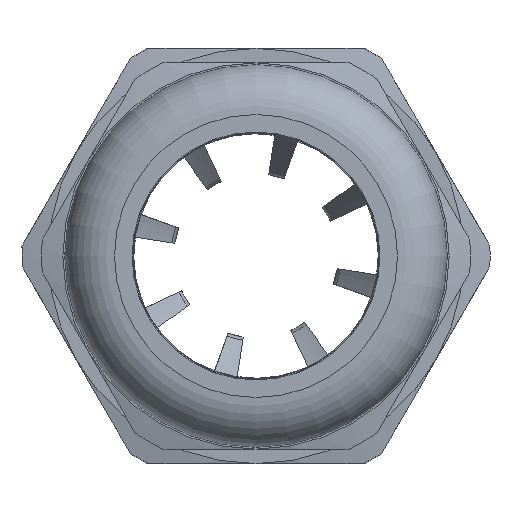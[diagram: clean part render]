
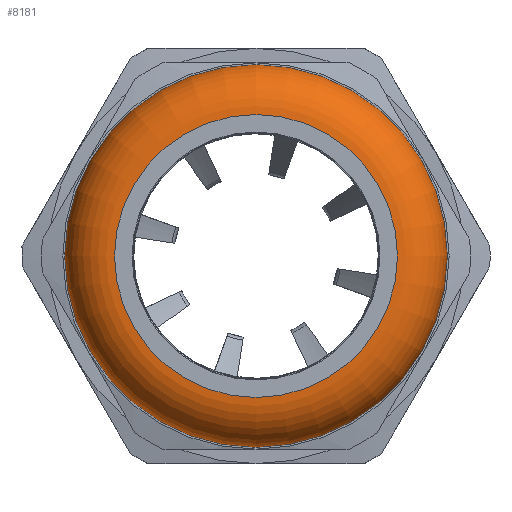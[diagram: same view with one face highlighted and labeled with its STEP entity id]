
A CAD part, left-side view. The second image highlights one B-rep face of the part: STEP entity #8181.
In plain terms, the highlighted toroidal (fillet/blend) face has major radius 14.65 mm and minor radius 5.16 mm.
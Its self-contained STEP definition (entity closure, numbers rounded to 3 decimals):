
#60=TOROIDAL_SURFACE('',#8758,14.65,5.16);
#202=FACE_BOUND('',#1465,.T.);
#497=CIRCLE('',#8754,14.65);
#499=CIRCLE('',#8759,19.81);
#982=FACE_OUTER_BOUND('',#1464,.T.);
#1464=EDGE_LOOP('',(#5582));
#1465=EDGE_LOOP('',(#5583));
#3332=VERTEX_POINT('',#14048);
#3334=VERTEX_POINT('',#14055);
#4220=EDGE_CURVE('',#3332,#3332,#497,.T.);
#4222=EDGE_CURVE('',#3334,#3334,#499,.T.);
#5582=ORIENTED_EDGE('',*,*,#4220,.T.);
#5583=ORIENTED_EDGE('',*,*,#4222,.F.);
#8181=ADVANCED_FACE('',(#982,#202),#60,.T.);
#8754=AXIS2_PLACEMENT_3D('',#14049,#9797,#9798);
#8758=AXIS2_PLACEMENT_3D('',#14054,#9805,#9806);
#8759=AXIS2_PLACEMENT_3D('',#14056,#9807,#9808);
#9797=DIRECTION('center_axis',(1.,0.,0.));
#9798=DIRECTION('ref_axis',(0.,0.,-1.));
#9805=DIRECTION('center_axis',(1.,0.,0.));
#9806=DIRECTION('ref_axis',(0.,0.,-1.));
#9807=DIRECTION('center_axis',(1.,0.,0.));
#9808=DIRECTION('ref_axis',(0.,0.,-1.));
#14048=CARTESIAN_POINT('',(-24.3,14.65,0.));
#14049=CARTESIAN_POINT('Origin',(-24.3,0.,0.));
#14054=CARTESIAN_POINT('Origin',(-19.14,0.,0.));
#14055=CARTESIAN_POINT('',(-19.14,19.81,0.));
#14056=CARTESIAN_POINT('Origin',(-19.14,0.,0.));
